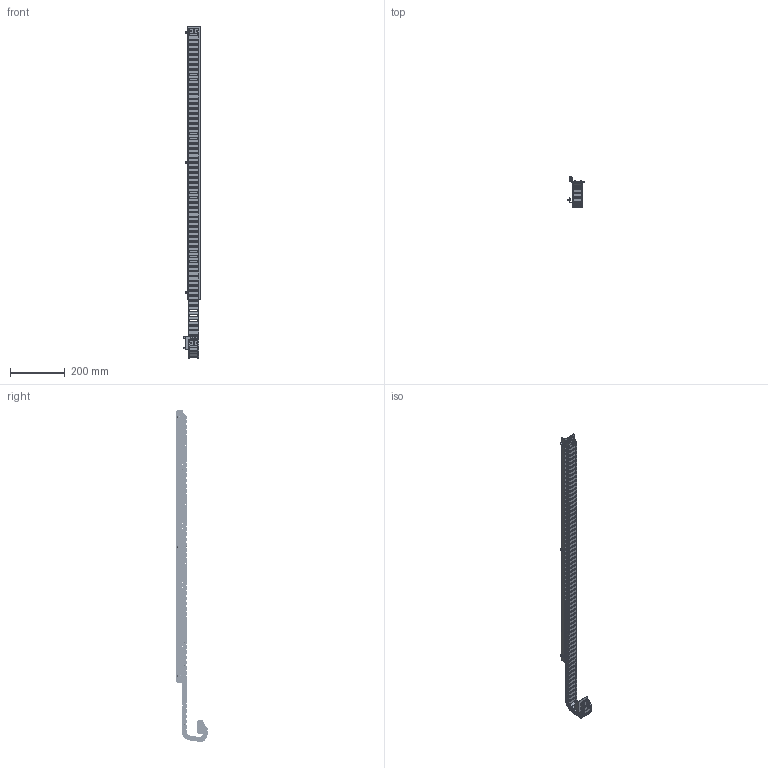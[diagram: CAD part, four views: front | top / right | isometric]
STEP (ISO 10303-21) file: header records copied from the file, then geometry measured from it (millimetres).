
FILE_DESCRIPTION (( 'STEP AP214' ), '1' );
FILE_NAME ('0186-0786_170925_F01-TC2200-37_right.STEP', '2017-09-28T09:32:05', ( 'mittelholzer' ), ( 'Microsoft' ), 'SwSTEP 2.0', 'SolidWorks 2017', '' );
FILE_SCHEMA (( 'AUTOMOTIVE_DESIGN' ));
Length unit declared in the file: millimetre
Products named in the file (11): F01h-KS37_F01h-KS2200; 4; socket button head screw_iso_ISO 7380 - M3 x 6 --- 6N; 0180-0713_F01k-WSK...._F01k-WSK-2000; 0186-0786_170925_F01-TC2200-37_right; 0180.30!0182.30-2m; Hammermutter 8 M4; F01-37S-TC_right_F01-37-TC600; EFRK 0180.30.28; 0180-0712_F01k-37S-WSK; socket button head screw_iso_ISO 7380 - M4 x 10 --- 10N
Assembly tree (88 placements, depth 3):
  0186-0786_170925_F01-TC2200-37_right
    socket button head screw_iso_ISO 7380 - M3 x 6 --- 6N  x2
    socket button head screw_iso_ISO 7380 - M4 x 10 --- 10N  x3
    Hammermutter 8 M4  x3
    0180-0713_F01k-WSK...._F01k-WSK-2000
    F01h-KS37_F01h-KS2200
      4
      EFRK 0180.30.28  x63
    F01-37S-TC_right_F01-37-TC600
      EFRK 0180.30.28  x7
      0180.30!0182.30-2m
      socket button head screw_iso_ISO 7380 - M3 x 6 --- 6N  x2
      socket button head screw_iso_ISO 7380 - M4 x 10 --- 10N  x2
      0180-0712_F01k-37S-WSK
Bounding box: 64.97 x 114.1 x 1215.19 mm (x, y, z)
Volume: 396631 mm3; surface area: 465425.5 mm2
Topology: 159 solids, 159 shells, 6165 faces, 17878 edges, 12173 vertices
Faces by surface type: plane 4235, cylinder 1858, cone 36, torus 18, sphere 18
Entity records: 18573 total; most frequent: CARTESIAN_POINT 3170, DIRECTION 2566, ORIENTED_EDGE 2492, EDGE_CURVE 1246, AXIS2_PLACEMENT_3D 857, VECTOR 852, LINE 852, VERTEX_POINT 825
